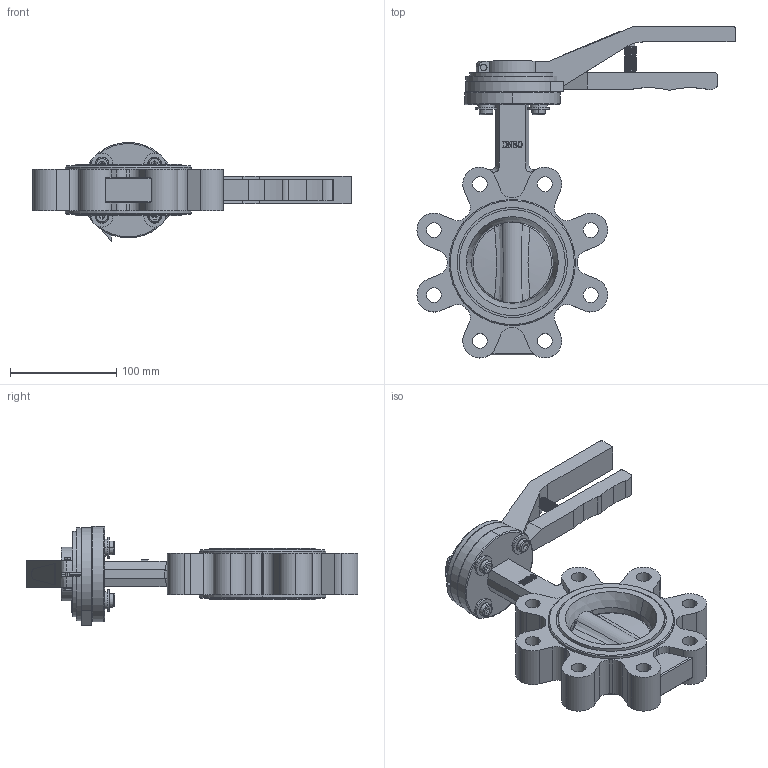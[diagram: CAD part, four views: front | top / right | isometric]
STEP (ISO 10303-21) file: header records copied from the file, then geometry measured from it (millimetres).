
FILE_DESCRIPTION (( 'STEP AP214' ), '1' );
FILE_NAME ('AK201-DN80-PN-10-16-Handhebel-Fergo.STEP', '2022-12-14T11:36:41', ( '' ), ( '' ), 'SwSTEP 2.0', 'SolidWorks 2022', '' );
FILE_SCHEMA (( 'AUTOMOTIVE_DESIGN' ));
Length unit declared in the file: millimetre
Products named in the file (1): AK201-DN80-PN-10-16-Handhebel-Fergo
Bounding box: 299.91 x 312.91 x 93.47 mm (x, y, z)
Volume: 1010215.2 mm3; surface area: 278342.8 mm2
Topology: 32 solids, 32 shells, 1074 faces, 2889 edges, 1957 vertices
Faces by surface type: plane 478, cylinder 349, bspline 157, cone 66, torus 24
Entity records: 61615 total; most frequent: CARTESIAN_POINT 23646, ORIENTED_EDGE 5770, DIRECTION 4872, EDGE_CURVE 2885, VERTEX_POINT 1957, AXIS2_PLACEMENT_3D 1759, VECTOR 1354, LINE 1354
